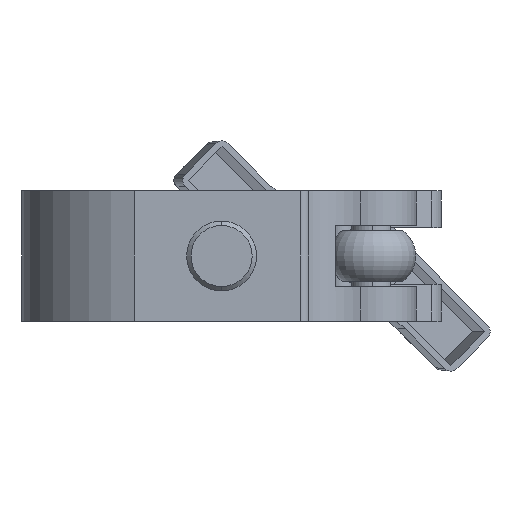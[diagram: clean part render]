
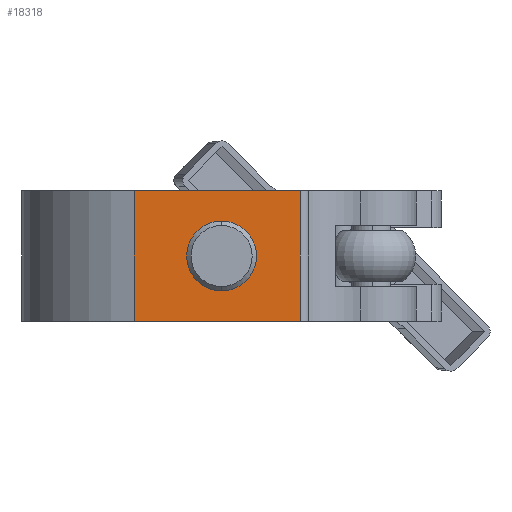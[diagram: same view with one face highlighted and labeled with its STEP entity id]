
A CAD part, front view. The second image highlights one B-rep face of the part: STEP entity #18318.
In plain terms, the highlighted planar face has unit normal (0, -1, 0).
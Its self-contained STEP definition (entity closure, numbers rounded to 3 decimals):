
#404 = VECTOR ( 'NONE', #15950, 1000. ) ;
#572 = VECTOR ( 'NONE', #8921, 1000. ) ;
#1789 = CARTESIAN_POINT ( 'NONE',  ( 18.037, -84.477, 14.95 ) ) ;
#2206 = AXIS2_PLACEMENT_3D ( 'NONE', #12497, #14352, #16128 ) ;
#2219 = EDGE_CURVE ( 'NONE', #15298, #19945, #10293, .T. ) ;
#2289 = VERTEX_POINT ( 'NONE', #17240 ) ;
#2759 = CARTESIAN_POINT ( 'NONE',  ( 18.037, -84.477, -14.95 ) ) ;
#2802 = LINE ( 'NONE', #19508, #572 ) ;
#2815 = EDGE_CURVE ( 'NONE', #2289, #10046, #17755, .T. ) ;
#3469 = LINE ( 'NONE', #1789, #404 ) ;
#4695 = ORIENTED_EDGE ( 'NONE', *, *, #2219, .T. ) ;
#4854 = PLANE ( 'NONE',  #5314 ) ;
#5314 = AXIS2_PLACEMENT_3D ( 'NONE', #11981, #19011, #6655 ) ;
#6488 = DIRECTION ( 'NONE',  ( 1., 0., 0. ) ) ;
#6655 = DIRECTION ( 'NONE',  ( -1., 0., 0. ) ) ;
#6704 = CARTESIAN_POINT ( 'NONE',  ( 18.037, -84.477, -14.95 ) ) ;
#8067 = CARTESIAN_POINT ( 'NONE',  ( 18.037, -84.477, 14.95 ) ) ;
#8921 = DIRECTION ( 'NONE',  ( 1., 0., 0. ) ) ;
#9691 = VERTEX_POINT ( 'NONE', #14841 ) ;
#9895 = CARTESIAN_POINT ( 'NONE',  ( -20.041, -84.477, -14.95 ) ) ;
#10046 = VERTEX_POINT ( 'NONE', #17836 ) ;
#10293 = LINE ( 'NONE', #2759, #17221 ) ;
#10876 = EDGE_CURVE ( 'NONE', #9691, #15298, #18469, .T. ) ;
#10882 = EDGE_LOOP ( 'NONE', ( #4695, #13432, #17413, #22429 ) ) ;
#11187 = ORIENTED_EDGE ( 'NONE', *, *, #2815, .F. ) ;
#11780 = EDGE_CURVE ( 'NONE', #21336, #19945, #3469, .T. ) ;
#11981 = CARTESIAN_POINT ( 'NONE',  ( 18.037, -84.477, 14.95 ) ) ;
#12228 = ORIENTED_EDGE ( 'NONE', *, *, #17850, .F. ) ;
#12497 = CARTESIAN_POINT ( 'NONE',  ( 0., -84.477, 0. ) ) ;
#13432 = ORIENTED_EDGE ( 'NONE', *, *, #11780, .F. ) ;
#14352 = DIRECTION ( 'NONE',  ( 0., -1., 0. ) ) ;
#14841 = CARTESIAN_POINT ( 'NONE',  ( -20.041, -84.477, 14.95 ) ) ;
#15298 = VERTEX_POINT ( 'NONE', #9895 ) ;
#15496 = CARTESIAN_POINT ( 'NONE',  ( 0., -84.477, 0. ) ) ;
#15596 = DIRECTION ( 'NONE',  ( 0., 0., -1. ) ) ;
#15714 = DIRECTION ( 'NONE',  ( 0., 0., -1. ) ) ;
#15857 = EDGE_LOOP ( 'NONE', ( #11187, #12228 ) ) ;
#15950 = DIRECTION ( 'NONE',  ( 0., 0., -1. ) ) ;
#16128 = DIRECTION ( 'NONE',  ( 0., 0., -1. ) ) ;
#16290 = FACE_OUTER_BOUND ( 'NONE', #10882, .T. ) ;
#16512 = EDGE_CURVE ( 'NONE', #9691, #21336, #2802, .T. ) ;
#17221 = VECTOR ( 'NONE', #6488, 1000. ) ;
#17240 = CARTESIAN_POINT ( 'NONE',  ( 0., -84.477, -6.35 ) ) ;
#17413 = ORIENTED_EDGE ( 'NONE', *, *, #16512, .F. ) ;
#17649 = VECTOR ( 'NONE', #15596, 1000. ) ;
#17755 = CIRCLE ( 'NONE', #2206, 6.35 ) ;
#17836 = CARTESIAN_POINT ( 'NONE',  ( 0., -84.477, 6.35 ) ) ;
#17850 = EDGE_CURVE ( 'NONE', #10046, #2289, #19934, .T. ) ;
#18318 = ADVANCED_FACE ( 'NONE', ( #20972, #16290 ), #4854, .F. ) ;
#18469 = LINE ( 'NONE', #22560, #17649 ) ;
#19011 = DIRECTION ( 'NONE',  ( 0., 1., 0. ) ) ;
#19508 = CARTESIAN_POINT ( 'NONE',  ( 18.037, -84.477, 14.95 ) ) ;
#19934 = CIRCLE ( 'NONE', #22362, 6.35 ) ;
#19945 = VERTEX_POINT ( 'NONE', #6704 ) ;
#20962 = DIRECTION ( 'NONE',  ( 0., -1., 0. ) ) ;
#20972 = FACE_BOUND ( 'NONE', #15857, .T. ) ;
#21336 = VERTEX_POINT ( 'NONE', #8067 ) ;
#22362 = AXIS2_PLACEMENT_3D ( 'NONE', #15496, #20962, #15714 ) ;
#22429 = ORIENTED_EDGE ( 'NONE', *, *, #10876, .T. ) ;
#22560 = CARTESIAN_POINT ( 'NONE',  ( -20.041, -84.477, 14.95 ) ) ;
